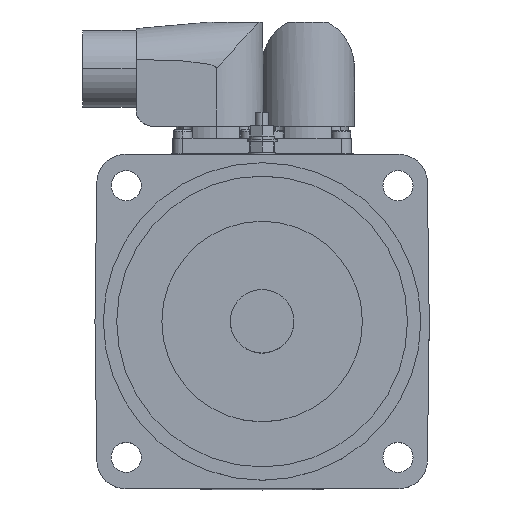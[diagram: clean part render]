
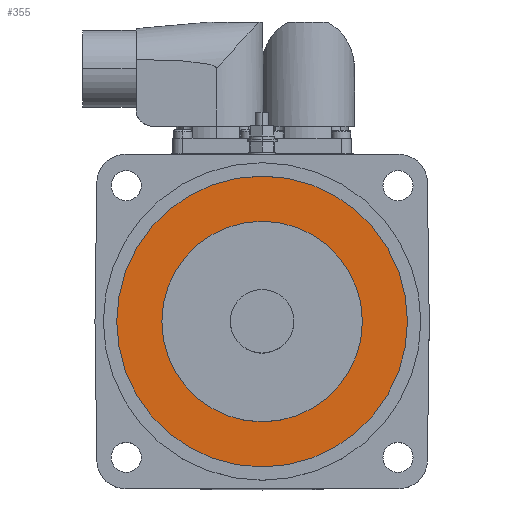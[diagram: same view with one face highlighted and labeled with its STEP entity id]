
A CAD part, top view. The second image highlights one B-rep face of the part: STEP entity #355.
In plain terms, the highlighted planar face has unit normal (0, 0, 1).
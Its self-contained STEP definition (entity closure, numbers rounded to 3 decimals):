
#355=ADVANCED_FACE('NONE',(#1084,#1085),#1086,.T.);
#1084=FACE_OUTER_BOUND('',#2653,.T.);
#1085=FACE_BOUND('',#2654,.T.);
#1086=PLANE('',#2655);
#2653=EDGE_LOOP('',(#5136,#5137));
#2654=EDGE_LOOP('',(#5138,#5139));
#2655=AXIS2_PLACEMENT_3D('',#5140,#5141,#5142);
#5136=ORIENTED_EDGE('',*,*,#7488,.T.);
#5137=ORIENTED_EDGE('',*,*,#7325,.T.);
#5138=ORIENTED_EDGE('',*,*,#7321,.F.);
#5139=ORIENTED_EDGE('',*,*,#7489,.F.);
#5140=CARTESIAN_POINT('',(0.0,43.5,220.0));
#5141=DIRECTION('',(0.0,0.0,1.0));
#5142=DIRECTION('',(1.0,0.0,0.0));
#7321=EDGE_CURVE('NONE',#8796,#8797,#8798,.T.);
#7325=EDGE_CURVE('NONE',#8804,#8805,#8806,.T.);
#7488=EDGE_CURVE('NONE',#8805,#8804,#9076,.T.);
#7489=EDGE_CURVE('NONE',#8797,#8796,#9077,.T.);
#8796=VERTEX_POINT('NONE',#11542);
#8797=VERTEX_POINT('NONE',#11543);
#8798=CIRCLE('',#11544,30.0);
#8804=VERTEX_POINT('NONE',#11552);
#8805=VERTEX_POINT('NONE',#11553);
#8806=CIRCLE('',#11554,43.5);
#9076=CIRCLE('',#11915,43.5);
#9077=CIRCLE('',#11916,30.0);
#11542=CARTESIAN_POINT('',(30.0,0.0,220.0));
#11543=CARTESIAN_POINT('',(-30.0,0.,220.0));
#11544=AXIS2_PLACEMENT_3D('',#13964,#13965,#13966);
#11552=CARTESIAN_POINT('',(-43.5,0.,220.0));
#11553=CARTESIAN_POINT('',(43.5,0.0,220.0));
#11554=AXIS2_PLACEMENT_3D('',#13972,#13973,#13974);
#11915=AXIS2_PLACEMENT_3D('',#14279,#14280,#14281);
#11916=AXIS2_PLACEMENT_3D('',#14282,#14283,#14284);
#13964=CARTESIAN_POINT('',(0.0,0.0,220.0));
#13965=DIRECTION('',(0.0,0.0,1.0));
#13966=DIRECTION('',(1.0,0.0,0.0));
#13972=CARTESIAN_POINT('',(0.0,0.0,220.0));
#13973=DIRECTION('',(0.0,0.0,1.0));
#13974=DIRECTION('',(1.0,0.0,0.0));
#14279=CARTESIAN_POINT('',(0.0,0.0,220.0));
#14280=DIRECTION('',(0.0,0.0,1.0));
#14281=DIRECTION('',(1.0,0.0,0.0));
#14282=CARTESIAN_POINT('',(0.0,0.0,220.0));
#14283=DIRECTION('',(0.0,0.0,1.0));
#14284=DIRECTION('',(1.0,0.0,0.0));
